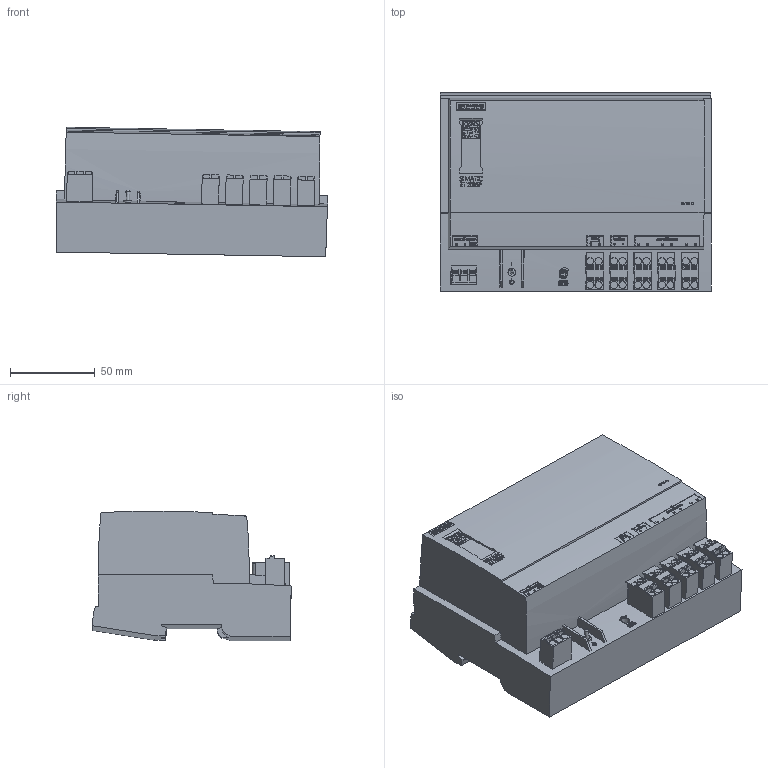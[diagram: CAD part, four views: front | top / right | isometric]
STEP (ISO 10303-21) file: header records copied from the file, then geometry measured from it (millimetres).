
FILE_DESCRIPTION(/* description */ ('Unknown'),/* implementation_level */ '2;1');
FILE_NAME(/* name */ '6ep71336ab000bn0_001_stp',/* time_stamp */ '2018-01-22T08:52:34+02:00',/* author */ ('Unknown'),/* organization */ ('Unknown'),/* preprocessor_version */ 'ST-DEVELOPER v16.7',/* originating_system */ 'DEX',/* authorisation */ $);
FILE_SCHEMA (('AUTOMOTIVE_DESIGN {1 0 10303 214 3 1 1}'));
Products named in the file (10): 6ep71336ab000bn0_001_stp; case_assy_simplif46035; case_simplif46034; lg_simplif46036; A5E41069191A_simplified46038; A5E25002970A_00119146039; A5E42004447A_simplified46040; A5E34466394B_simplified46041; A5E43358311B_001_NX-ARRAGMNTText only19446043; A5E43817365A_00118646042
Assembly tree (13 placements, depth 3):
  6ep71336ab000bn0_001_stp
    case_assy_simplif46035
      case_simplif46034
      lg_simplif46036
    A5E41069191A_simplified46038
    A5E25002970A_00119146039
    A5E42004447A_simplified46040
    A5E34466394B_simplified46041  x5
    A5E43358311B_001_NX-ARRAGMNTText only19446043
      A5E43817365A_00118646042
Bounding box: 160.52 x 117.2 x 76.55 mm (x, y, z)
Volume: 1094081.1 mm3; surface area: 86963.7 mm2
Topology: 149 solids, 149 shells, 2381 faces, 6090 edges, 4050 vertices
Faces by surface type: plane 1702, cylinder 426, bspline 251, cone 2
Full cylindrical faces by diameter (mm): 3.355 x1, 4.6 x1, 4.682 x1, 5 x1
Entity records: 70830 total; most frequent: CARTESIAN_POINT 21383, ORIENTED_EDGE 9848, DIRECTION 8826, EDGE_CURVE 4924, VERTEX_POINT 3284, LINE 2984, VECTOR 2984, AXIS2_PLACEMENT_3D 2921
